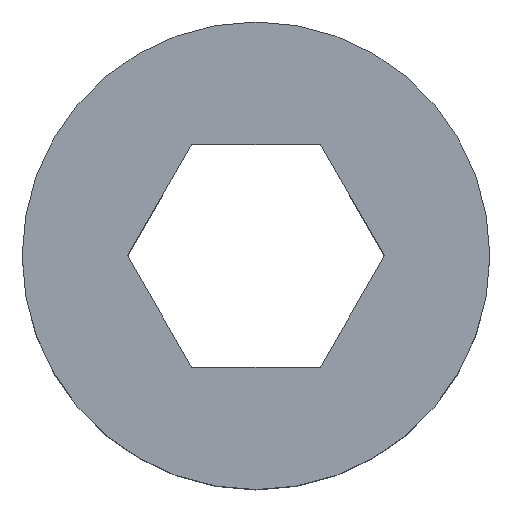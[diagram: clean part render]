
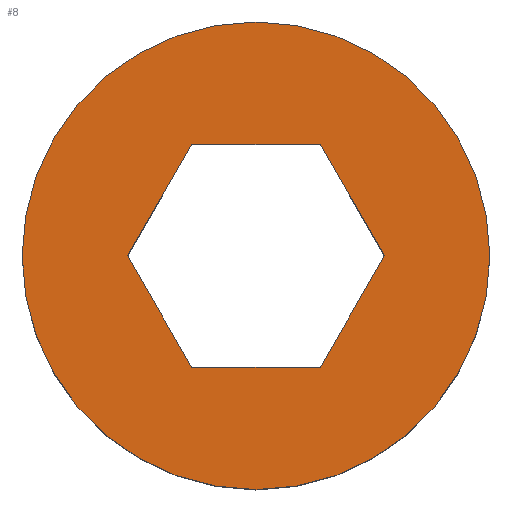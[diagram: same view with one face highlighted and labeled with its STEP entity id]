
A CAD part, top view. The second image highlights one B-rep face of the part: STEP entity #8.
In plain terms, the highlighted planar face has unit normal (0, 0, 1).
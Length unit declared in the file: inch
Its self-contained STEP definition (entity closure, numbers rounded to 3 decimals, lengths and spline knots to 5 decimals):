
#1 = DIRECTION ( 'NONE',  ( 1., 0., 0. ) ) ;
#5 = DIRECTION ( 'NONE',  ( -0.5, 0.866, 0. ) ) ;
#7 = CARTESIAN_POINT ( 'NONE',  ( 0.21651, 0., 0.375 ) ) ;
#8 = ADVANCED_FACE ( 'NONE', ( #209, #118 ), #241, .T. ) ;
#10 = LINE ( 'NONE', #7, #309 ) ;
#11 = DIRECTION ( 'NONE',  ( -1., 0., 0. ) ) ;
#13 = CARTESIAN_POINT ( 'NONE',  ( 0.10825, 0.1875, 0.375 ) ) ;
#21 = VERTEX_POINT ( 'NONE', #188 ) ;
#26 = VERTEX_POINT ( 'NONE', #300 ) ;
#27 = LINE ( 'NONE', #13, #206 ) ;
#29 = DIRECTION ( 'NONE',  ( 0.5, -0.866, 0. ) ) ;
#32 = CARTESIAN_POINT ( 'NONE',  ( -0.21651, 0., 0.375 ) ) ;
#34 = LINE ( 'NONE', #32, #119 ) ;
#41 = DIRECTION ( 'NONE',  ( 0.5, 0.866, 0. ) ) ;
#44 = CIRCLE ( 'NONE', #302, 0.3937 ) ;
#51 = DIRECTION ( 'NONE',  ( -0.5, -0.866, 0. ) ) ;
#53 = CARTESIAN_POINT ( 'NONE',  ( -0.10825, 0.1875, 0.375 ) ) ;
#54 = LINE ( 'NONE', #53, #279 ) ;
#58 = VERTEX_POINT ( 'NONE', #262 ) ;
#70 = ORIENTED_EDGE ( 'NONE', *, *, #147, .F. ) ;
#77 = ORIENTED_EDGE ( 'NONE', *, *, #150, .F. ) ;
#80 = EDGE_LOOP ( 'NONE', ( #77, #96, #145, #70, #307, #205 ) ) ;
#96 = ORIENTED_EDGE ( 'NONE', *, *, #267, .F. ) ;
#115 = VERTEX_POINT ( 'NONE', #132 ) ;
#118 = FACE_BOUND ( 'NONE', #80, .T. ) ;
#119 = VECTOR ( 'NONE', #29, 39.37008 ) ;
#125 = EDGE_CURVE ( 'NONE', #58, #21, #54, .T. ) ;
#131 = LINE ( 'NONE', #225, #162 ) ;
#132 = CARTESIAN_POINT ( 'NONE',  ( 0.3937, 0., 0.375 ) ) ;
#134 = CARTESIAN_POINT ( 'NONE',  ( -0.10825, -0.1875, 0.375 ) ) ;
#145 = ORIENTED_EDGE ( 'NONE', *, *, #258, .F. ) ;
#147 = EDGE_CURVE ( 'NONE', #21, #180, #34, .T. ) ;
#149 = EDGE_CURVE ( 'NONE', #26, #58, #27, .T. ) ;
#150 = EDGE_CURVE ( 'NONE', #245, #26, #10, .T. ) ;
#152 = DIRECTION ( 'NONE',  ( 1., 0., 0. ) ) ;
#156 = CARTESIAN_POINT ( 'NONE',  ( 0., 0., 0.375 ) ) ;
#159 = DIRECTION ( 'NONE',  ( 0., 0., 1. ) ) ;
#160 = DIRECTION ( 'NONE',  ( 1., 0., 0. ) ) ;
#162 = VECTOR ( 'NONE', #41, 39.37008 ) ;
#166 = CARTESIAN_POINT ( 'NONE',  ( -0.10825, -0.1875, 0.375 ) ) ;
#167 = VERTEX_POINT ( 'NONE', #308 ) ;
#170 = ORIENTED_EDGE ( 'NONE', *, *, #260, .T. ) ;
#180 = VERTEX_POINT ( 'NONE', #134 ) ;
#188 = CARTESIAN_POINT ( 'NONE',  ( -0.21651, 0., 0.375 ) ) ;
#205 = ORIENTED_EDGE ( 'NONE', *, *, #149, .F. ) ;
#206 = VECTOR ( 'NONE', #11, 39.37008 ) ;
#209 = FACE_OUTER_BOUND ( 'NONE', #218, .T. ) ;
#218 = EDGE_LOOP ( 'NONE', ( #170 ) ) ;
#220 = AXIS2_PLACEMENT_3D ( 'NONE', #233, #159, #1 ) ;
#222 = LINE ( 'NONE', #166, #270 ) ;
#225 = CARTESIAN_POINT ( 'NONE',  ( 0.10825, -0.1875, 0.375 ) ) ;
#233 = CARTESIAN_POINT ( 'NONE',  ( 0., 0., 0.375 ) ) ;
#241 = PLANE ( 'NONE',  #220 ) ;
#245 = VERTEX_POINT ( 'NONE', #277 ) ;
#258 = EDGE_CURVE ( 'NONE', #180, #167, #222, .T. ) ;
#260 = EDGE_CURVE ( 'NONE', #115, #115, #44, .T. ) ;
#262 = CARTESIAN_POINT ( 'NONE',  ( -0.10825, 0.1875, 0.375 ) ) ;
#267 = EDGE_CURVE ( 'NONE', #167, #245, #131, .T. ) ;
#270 = VECTOR ( 'NONE', #152, 39.37008 ) ;
#277 = CARTESIAN_POINT ( 'NONE',  ( 0.21651, 0., 0.375 ) ) ;
#279 = VECTOR ( 'NONE', #51, 39.37008 ) ;
#281 = DIRECTION ( 'NONE',  ( 0., 0., 1. ) ) ;
#300 = CARTESIAN_POINT ( 'NONE',  ( 0.10825, 0.1875, 0.375 ) ) ;
#302 = AXIS2_PLACEMENT_3D ( 'NONE', #156, #281, #160 ) ;
#307 = ORIENTED_EDGE ( 'NONE', *, *, #125, .F. ) ;
#308 = CARTESIAN_POINT ( 'NONE',  ( 0.10825, -0.1875, 0.375 ) ) ;
#309 = VECTOR ( 'NONE', #5, 39.37008 ) ;
